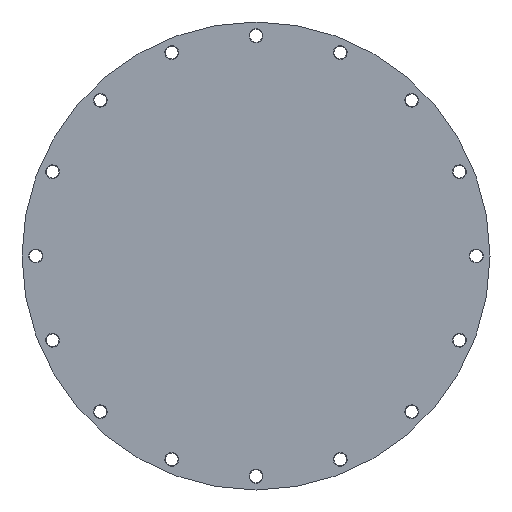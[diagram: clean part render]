
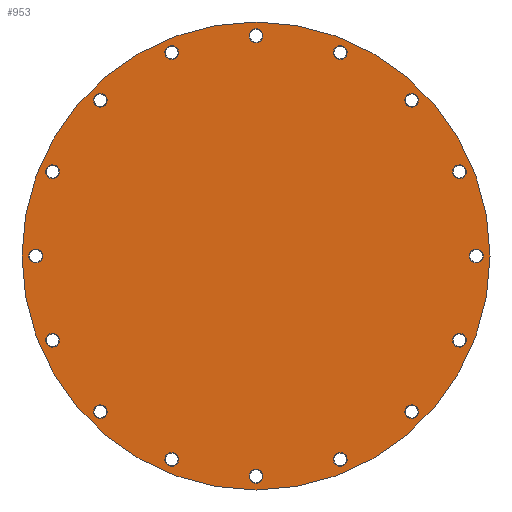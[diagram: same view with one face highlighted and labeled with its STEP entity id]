
A CAD part, left-side view. The second image highlights one B-rep face of the part: STEP entity #953.
In plain terms, the highlighted planar face has unit normal (-1, 0, 0).
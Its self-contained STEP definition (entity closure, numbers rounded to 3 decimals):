
#15=FACE_BOUND('',#131,.T.);
#16=FACE_BOUND('',#132,.T.);
#17=FACE_BOUND('',#133,.T.);
#18=FACE_BOUND('',#134,.T.);
#19=FACE_BOUND('',#135,.T.);
#20=FACE_BOUND('',#136,.T.);
#21=FACE_BOUND('',#137,.T.);
#22=FACE_BOUND('',#138,.T.);
#23=FACE_BOUND('',#139,.T.);
#24=FACE_BOUND('',#140,.T.);
#25=FACE_BOUND('',#141,.T.);
#26=FACE_BOUND('',#142,.T.);
#27=FACE_BOUND('',#143,.T.);
#28=FACE_BOUND('',#144,.T.);
#29=FACE_BOUND('',#145,.T.);
#30=FACE_BOUND('',#146,.T.);
#49=PLANE('',#1036);
#74=FACE_OUTER_BOUND('',#130,.T.);
#130=EDGE_LOOP('',(#647));
#131=EDGE_LOOP('',(#648));
#132=EDGE_LOOP('',(#649));
#133=EDGE_LOOP('',(#650));
#134=EDGE_LOOP('',(#651));
#135=EDGE_LOOP('',(#652));
#136=EDGE_LOOP('',(#653));
#137=EDGE_LOOP('',(#654));
#138=EDGE_LOOP('',(#655));
#139=EDGE_LOOP('',(#656));
#140=EDGE_LOOP('',(#657));
#141=EDGE_LOOP('',(#658));
#142=EDGE_LOOP('',(#659));
#143=EDGE_LOOP('',(#660));
#144=EDGE_LOOP('',(#661));
#145=EDGE_LOOP('',(#662));
#146=EDGE_LOOP('',(#663));
#322=CIRCLE('',#1031,7.5);
#326=CIRCLE('',#1037,255.);
#327=CIRCLE('',#1038,7.5);
#328=CIRCLE('',#1039,7.5);
#329=CIRCLE('',#1040,7.5);
#330=CIRCLE('',#1041,7.5);
#331=CIRCLE('',#1042,7.5);
#332=CIRCLE('',#1043,7.5);
#333=CIRCLE('',#1044,7.5);
#334=CIRCLE('',#1045,7.5);
#335=CIRCLE('',#1046,7.5);
#336=CIRCLE('',#1047,7.5);
#337=CIRCLE('',#1048,7.5);
#338=CIRCLE('',#1049,7.5);
#339=CIRCLE('',#1050,7.5);
#340=CIRCLE('',#1051,7.5);
#341=CIRCLE('',#1052,7.5);
#410=VERTEX_POINT('',#1518);
#414=VERTEX_POINT('',#1530);
#415=VERTEX_POINT('',#1532);
#416=VERTEX_POINT('',#1534);
#417=VERTEX_POINT('',#1536);
#418=VERTEX_POINT('',#1538);
#419=VERTEX_POINT('',#1540);
#420=VERTEX_POINT('',#1542);
#421=VERTEX_POINT('',#1544);
#422=VERTEX_POINT('',#1546);
#423=VERTEX_POINT('',#1548);
#424=VERTEX_POINT('',#1550);
#425=VERTEX_POINT('',#1552);
#426=VERTEX_POINT('',#1554);
#427=VERTEX_POINT('',#1556);
#428=VERTEX_POINT('',#1558);
#429=VERTEX_POINT('',#1560);
#498=EDGE_CURVE('',#410,#410,#322,.T.);
#504=EDGE_CURVE('',#414,#414,#326,.T.);
#505=EDGE_CURVE('',#415,#415,#327,.T.);
#506=EDGE_CURVE('',#416,#416,#328,.T.);
#507=EDGE_CURVE('',#417,#417,#329,.T.);
#508=EDGE_CURVE('',#418,#418,#330,.T.);
#509=EDGE_CURVE('',#419,#419,#331,.T.);
#510=EDGE_CURVE('',#420,#420,#332,.T.);
#511=EDGE_CURVE('',#421,#421,#333,.T.);
#512=EDGE_CURVE('',#422,#422,#334,.T.);
#513=EDGE_CURVE('',#423,#423,#335,.T.);
#514=EDGE_CURVE('',#424,#424,#336,.T.);
#515=EDGE_CURVE('',#425,#425,#337,.T.);
#516=EDGE_CURVE('',#426,#426,#338,.T.);
#517=EDGE_CURVE('',#427,#427,#339,.T.);
#518=EDGE_CURVE('',#428,#428,#340,.T.);
#519=EDGE_CURVE('',#429,#429,#341,.T.);
#647=ORIENTED_EDGE('',*,*,#504,.F.);
#648=ORIENTED_EDGE('',*,*,#505,.F.);
#649=ORIENTED_EDGE('',*,*,#506,.F.);
#650=ORIENTED_EDGE('',*,*,#507,.F.);
#651=ORIENTED_EDGE('',*,*,#508,.F.);
#652=ORIENTED_EDGE('',*,*,#509,.F.);
#653=ORIENTED_EDGE('',*,*,#510,.F.);
#654=ORIENTED_EDGE('',*,*,#511,.F.);
#655=ORIENTED_EDGE('',*,*,#512,.F.);
#656=ORIENTED_EDGE('',*,*,#513,.F.);
#657=ORIENTED_EDGE('',*,*,#514,.F.);
#658=ORIENTED_EDGE('',*,*,#515,.F.);
#659=ORIENTED_EDGE('',*,*,#516,.F.);
#660=ORIENTED_EDGE('',*,*,#517,.F.);
#661=ORIENTED_EDGE('',*,*,#518,.F.);
#662=ORIENTED_EDGE('',*,*,#519,.F.);
#663=ORIENTED_EDGE('',*,*,#498,.F.);
#953=ADVANCED_FACE('',(#74,#15,#16,#17,#18,#19,#20,#21,#22,#23,#24,#25,
#26,#27,#28,#29,#30),#49,.T.);
#1031=AXIS2_PLACEMENT_3D('',#1519,#1178,#1179);
#1036=AXIS2_PLACEMENT_3D('',#1529,#1190,#1191);
#1037=AXIS2_PLACEMENT_3D('',#1531,#1192,#1193);
#1038=AXIS2_PLACEMENT_3D('',#1533,#1194,#1195);
#1039=AXIS2_PLACEMENT_3D('',#1535,#1196,#1197);
#1040=AXIS2_PLACEMENT_3D('',#1537,#1198,#1199);
#1041=AXIS2_PLACEMENT_3D('',#1539,#1200,#1201);
#1042=AXIS2_PLACEMENT_3D('',#1541,#1202,#1203);
#1043=AXIS2_PLACEMENT_3D('',#1543,#1204,#1205);
#1044=AXIS2_PLACEMENT_3D('',#1545,#1206,#1207);
#1045=AXIS2_PLACEMENT_3D('',#1547,#1208,#1209);
#1046=AXIS2_PLACEMENT_3D('',#1549,#1210,#1211);
#1047=AXIS2_PLACEMENT_3D('',#1551,#1212,#1213);
#1048=AXIS2_PLACEMENT_3D('',#1553,#1214,#1215);
#1049=AXIS2_PLACEMENT_3D('',#1555,#1216,#1217);
#1050=AXIS2_PLACEMENT_3D('',#1557,#1218,#1219);
#1051=AXIS2_PLACEMENT_3D('',#1559,#1220,#1221);
#1052=AXIS2_PLACEMENT_3D('',#1561,#1222,#1223);
#1178=DIRECTION('center_axis',(-1.,0.,0.));
#1179=DIRECTION('ref_axis',(0.,-0.383,-0.924));
#1190=DIRECTION('center_axis',(-1.,0.,0.));
#1191=DIRECTION('ref_axis',(0.,0.,1.));
#1192=DIRECTION('center_axis',(1.,0.,0.));
#1193=DIRECTION('ref_axis',(0.,0.,-1.));
#1194=DIRECTION('center_axis',(-1.,0.,0.));
#1195=DIRECTION('ref_axis',(0.,-0.707,-0.707));
#1196=DIRECTION('center_axis',(-1.,0.,0.));
#1197=DIRECTION('ref_axis',(0.,-1.,0.));
#1198=DIRECTION('center_axis',(-1.,0.,0.));
#1199=DIRECTION('ref_axis',(0.,-0.707,0.707));
#1200=DIRECTION('center_axis',(-1.,0.,0.));
#1201=DIRECTION('ref_axis',(0.,0.,1.));
#1202=DIRECTION('center_axis',(-1.,0.,0.));
#1203=DIRECTION('ref_axis',(0.,0.707,0.707));
#1204=DIRECTION('center_axis',(-1.,0.,0.));
#1205=DIRECTION('ref_axis',(0.,1.,0.));
#1206=DIRECTION('center_axis',(-1.,0.,0.));
#1207=DIRECTION('ref_axis',(0.,0.707,-0.707));
#1208=DIRECTION('center_axis',(-1.,0.,0.));
#1209=DIRECTION('ref_axis',(0.,0.,-1.));
#1210=DIRECTION('center_axis',(-1.,0.,0.));
#1211=DIRECTION('ref_axis',(0.,0.383,-0.924));
#1212=DIRECTION('center_axis',(-1.,0.,0.));
#1213=DIRECTION('ref_axis',(0.,0.924,-0.383));
#1214=DIRECTION('center_axis',(-1.,0.,0.));
#1215=DIRECTION('ref_axis',(0.,0.924,0.383));
#1216=DIRECTION('center_axis',(-1.,0.,0.));
#1217=DIRECTION('ref_axis',(0.,0.383,0.924));
#1218=DIRECTION('center_axis',(-1.,0.,0.));
#1219=DIRECTION('ref_axis',(0.,-0.383,0.924));
#1220=DIRECTION('center_axis',(-1.,0.,0.));
#1221=DIRECTION('ref_axis',(0.,-0.924,0.383));
#1222=DIRECTION('center_axis',(-1.,0.,0.));
#1223=DIRECTION('ref_axis',(0.,-0.924,-0.383));
#1518=CARTESIAN_POINT('',(0.,94.714,228.66));
#1519=CARTESIAN_POINT('Origin',(0.,91.844,
221.731));
#1529=CARTESIAN_POINT('Origin',(0.,255.,0.));
#1530=CARTESIAN_POINT('',(0.,-255.,0.));
#1531=CARTESIAN_POINT('Origin',(0.,0.,0.));
#1532=CARTESIAN_POINT('',(0.,175.009,175.009));
#1533=CARTESIAN_POINT('Origin',(0.,169.706,
169.706));
#1534=CARTESIAN_POINT('',(0.,247.5,0.));
#1535=CARTESIAN_POINT('Origin',(0.,240.,0.));
#1536=CARTESIAN_POINT('',(0.,175.009,-175.009));
#1537=CARTESIAN_POINT('Origin',(0.,169.706,
-169.706));
#1538=CARTESIAN_POINT('',(0.,0.,-247.5));
#1539=CARTESIAN_POINT('Origin',(0.,0.,
-240.));
#1540=CARTESIAN_POINT('',(0.,-175.009,-175.009));
#1541=CARTESIAN_POINT('Origin',(0.,-169.706,
-169.706));
#1542=CARTESIAN_POINT('',(0.,-247.5,0.));
#1543=CARTESIAN_POINT('Origin',(0.,-240.,0.));
#1544=CARTESIAN_POINT('',(0.,-175.009,175.009));
#1545=CARTESIAN_POINT('Origin',(0.,-169.706,
169.706));
#1546=CARTESIAN_POINT('',(0.,0.,247.5));
#1547=CARTESIAN_POINT('Origin',(0.,0.,240.));
#1548=CARTESIAN_POINT('',(0.,-94.714,228.66));
#1549=CARTESIAN_POINT('Origin',(0.,-91.844,
221.731));
#1550=CARTESIAN_POINT('',(0.,-228.66,94.714));
#1551=CARTESIAN_POINT('Origin',(0.,-221.731,
91.844));
#1552=CARTESIAN_POINT('',(0.,-228.66,-94.714));
#1553=CARTESIAN_POINT('Origin',(0.,-221.731,
-91.844));
#1554=CARTESIAN_POINT('',(0.,-94.714,-228.66));
#1555=CARTESIAN_POINT('Origin',(0.,-91.844,
-221.731));
#1556=CARTESIAN_POINT('',(0.,94.714,-228.66));
#1557=CARTESIAN_POINT('Origin',(0.,91.844,
-221.731));
#1558=CARTESIAN_POINT('',(0.,228.66,-94.714));
#1559=CARTESIAN_POINT('Origin',(0.,221.731,
-91.844));
#1560=CARTESIAN_POINT('',(0.,228.66,94.714));
#1561=CARTESIAN_POINT('Origin',(0.,221.731,
91.844));
